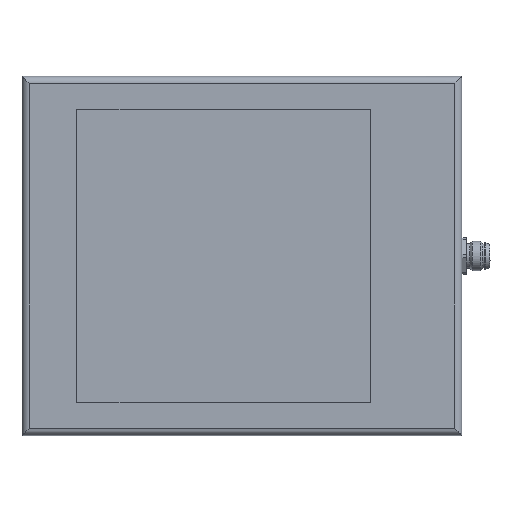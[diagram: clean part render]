
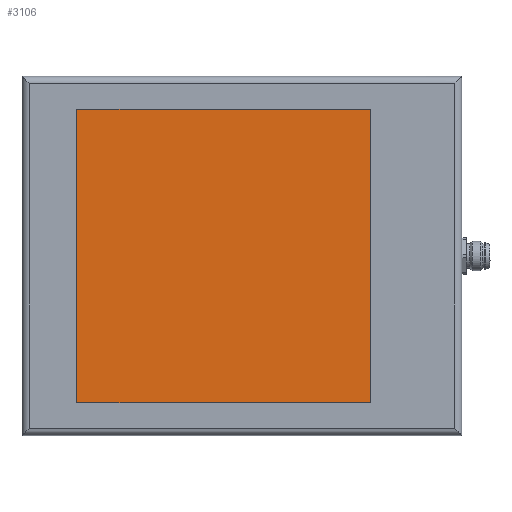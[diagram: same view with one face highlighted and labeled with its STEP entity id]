
A CAD part, top view. The second image highlights one B-rep face of the part: STEP entity #3106.
In plain terms, the highlighted planar face has unit normal (0, 0, 1).
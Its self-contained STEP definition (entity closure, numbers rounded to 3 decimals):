
#1493=ORIENTED_EDGE('',*,*,#1942,.F.);
#1494=ORIENTED_EDGE('',*,*,#1947,.F.);
#1495=ORIENTED_EDGE('',*,*,#1946,.F.);
#1496=ORIENTED_EDGE('',*,*,#1944,.F.);
#1700=VECTOR('',#2336,1.);
#1702=VECTOR('',#2340,1.);
#1704=VECTOR('',#2344,1.);
#1705=VECTOR('',#2347,1.);
#1766=LINE('',#2693,#1700);
#1768=LINE('',#2697,#1702);
#1770=LINE('',#2701,#1704);
#1771=LINE('',#2703,#1705);
#1831=VERTEX_POINT('',#2689);
#1832=VERTEX_POINT('',#2691);
#1833=VERTEX_POINT('',#2695);
#1834=VERTEX_POINT('',#2699);
#1942=EDGE_CURVE('',#1832,#1831,#1766,.T.);
#1944=EDGE_CURVE('',#1831,#1833,#1768,.T.);
#1946=EDGE_CURVE('',#1833,#1834,#1770,.T.);
#1947=EDGE_CURVE('',#1834,#1832,#1771,.T.);
#2048=EDGE_LOOP('',(#1493,#1494,#1495,#1496));
#2164=FACE_BOUND('',#2048,.T.);
#2336=DIRECTION('',(-80.,0.,0.));
#2340=DIRECTION('',(0.,80.,0.));
#2344=DIRECTION('',(80.,0.,0.));
#2347=DIRECTION('',(0.,-80.,0.));
#2348=DIRECTION('',(0.,0.,1.));
#2349=DIRECTION('',(0.,-1.,0.));
#2689=CARTESIAN_POINT('',(25.,9.,20.1));
#2691=CARTESIAN_POINT('',(105.,9.,20.1));
#2693=CARTESIAN_POINT('',(105.,9.,20.1));
#2695=CARTESIAN_POINT('',(25.,89.,20.1));
#2697=CARTESIAN_POINT('',(25.,9.,20.1));
#2699=CARTESIAN_POINT('',(105.,89.,20.1));
#2701=CARTESIAN_POINT('',(25.,89.,20.1));
#2703=CARTESIAN_POINT('',(105.,89.,20.1));
#2704=CARTESIAN_POINT('',(105.,9.,20.1));
#2944=AXIS2_PLACEMENT_3D('',#2704,#2348,#2349);
#3071=PLANE('',#2944);
#3106=ADVANCED_FACE('',(#2164),#3071,.T.);
